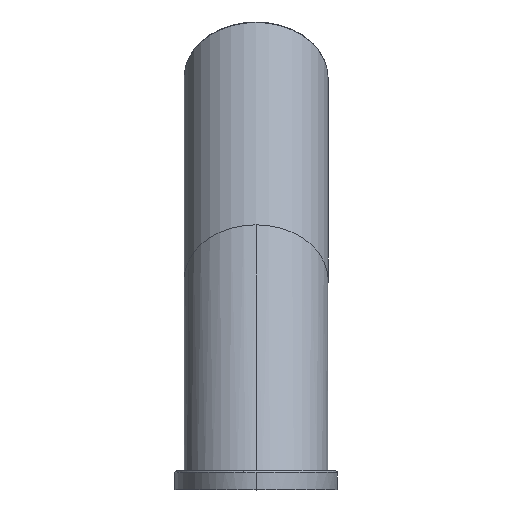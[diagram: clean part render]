
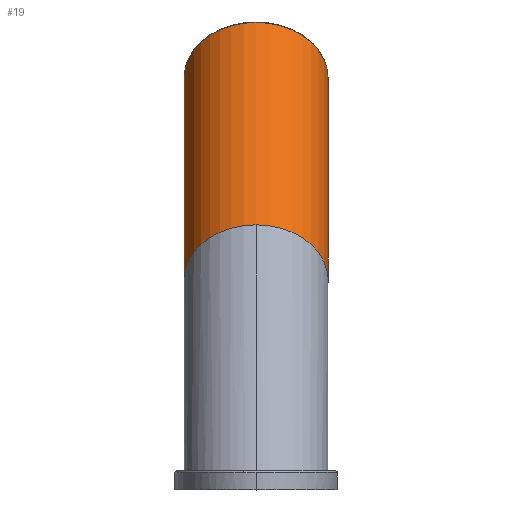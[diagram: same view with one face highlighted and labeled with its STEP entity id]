
A CAD part, top view. The second image highlights one B-rep face of the part: STEP entity #19.
In plain terms, the highlighted cylindrical face has radius 19.05 mm (diameter 38.1 mm), a partial arc.
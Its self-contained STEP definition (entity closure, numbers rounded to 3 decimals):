
#19 = ADVANCED_FACE ( 'NONE', ( #4569 ), #6797, .T. ) ;
#225 = VECTOR ( 'NONE', #6724, 1000. ) ;
#253 = ORIENTED_EDGE ( 'NONE', *, *, #829, .T. ) ;
#267 = VERTEX_POINT ( 'NONE', #824 ) ;
#295 = EDGE_CURVE ( 'NONE', #7083, #4386, #3419, .T. ) ;
#824 = CARTESIAN_POINT ( 'NONE',  ( 19.05, 0., -80. ) ) ;
#829 = EDGE_CURVE ( 'NONE', #267, #7083, #7507, .T. ) ;
#1388 = DIRECTION ( 'NONE',  ( 1., 0., 0. ) ) ;
#1626 = DIRECTION ( 'NONE',  ( 1., 0., 0. ) ) ;
#1725 = AXIS2_PLACEMENT_3D ( 'NONE', #2203, #5518, #1388 ) ;
#2203 = CARTESIAN_POINT ( 'NONE',  ( 0., 0., 3.5 ) ) ;
#2362 = CARTESIAN_POINT ( 'NONE',  ( 19.05, 0., -80. ) ) ;
#2464 = CARTESIAN_POINT ( 'NONE',  ( 19.05, 0., 3.5 ) ) ;
#2521 = EDGE_LOOP ( 'NONE', ( #253, #6232, #8258, #2769 ) ) ;
#2769 = ORIENTED_EDGE ( 'NONE', *, *, #3805, .F. ) ;
#3419 = LINE ( 'NONE', #7480, #225 ) ;
#3660 = AXIS2_PLACEMENT_3D ( 'NONE', #10292, #3684, #7663 ) ;
#3684 = DIRECTION ( 'NONE',  ( 0., 0., 1. ) ) ;
#3752 = CARTESIAN_POINT ( 'NONE',  ( -19.05, 0., -80. ) ) ;
#3805 = EDGE_CURVE ( 'NONE', #267, #7623, #8939, .T. ) ;
#4275 = CARTESIAN_POINT ( 'NONE',  ( 0., 0., -80. ) ) ;
#4368 = EDGE_CURVE ( 'NONE', #4386, #7623, #8305, .T. ) ;
#4386 = VERTEX_POINT ( 'NONE', #9084 ) ;
#4517 = VECTOR ( 'NONE', #6494, 1000. ) ;
#4569 = FACE_OUTER_BOUND ( 'NONE', #2521, .T. ) ;
#5518 = DIRECTION ( 'NONE',  ( 0., 0., -1. ) ) ;
#6232 = ORIENTED_EDGE ( 'NONE', *, *, #295, .T. ) ;
#6494 = DIRECTION ( 'NONE',  ( 0., 0., 1. ) ) ;
#6724 = DIRECTION ( 'NONE',  ( 0., 0., 1. ) ) ;
#6797 = CYLINDRICAL_SURFACE ( 'NONE', #3660, 19.05 ) ;
#7083 = VERTEX_POINT ( 'NONE', #3752 ) ;
#7480 = CARTESIAN_POINT ( 'NONE',  ( -19.05, 0., -80. ) ) ;
#7507 = CIRCLE ( 'NONE', #10497, 19.05 ) ;
#7623 = VERTEX_POINT ( 'NONE', #2464 ) ;
#7663 = DIRECTION ( 'NONE',  ( 1., 0., 0. ) ) ;
#8258 = ORIENTED_EDGE ( 'NONE', *, *, #4368, .T. ) ;
#8305 = CIRCLE ( 'NONE', #1725, 19.05 ) ;
#8939 = LINE ( 'NONE', #2362, #4517 ) ;
#9062 = DIRECTION ( 'NONE',  ( 0., 0., 1. ) ) ;
#9084 = CARTESIAN_POINT ( 'NONE',  ( -19.05, 0., 3.5 ) ) ;
#10292 = CARTESIAN_POINT ( 'NONE',  ( 0., 0., -80. ) ) ;
#10497 = AXIS2_PLACEMENT_3D ( 'NONE', #4275, #9062, #1626 ) ;
